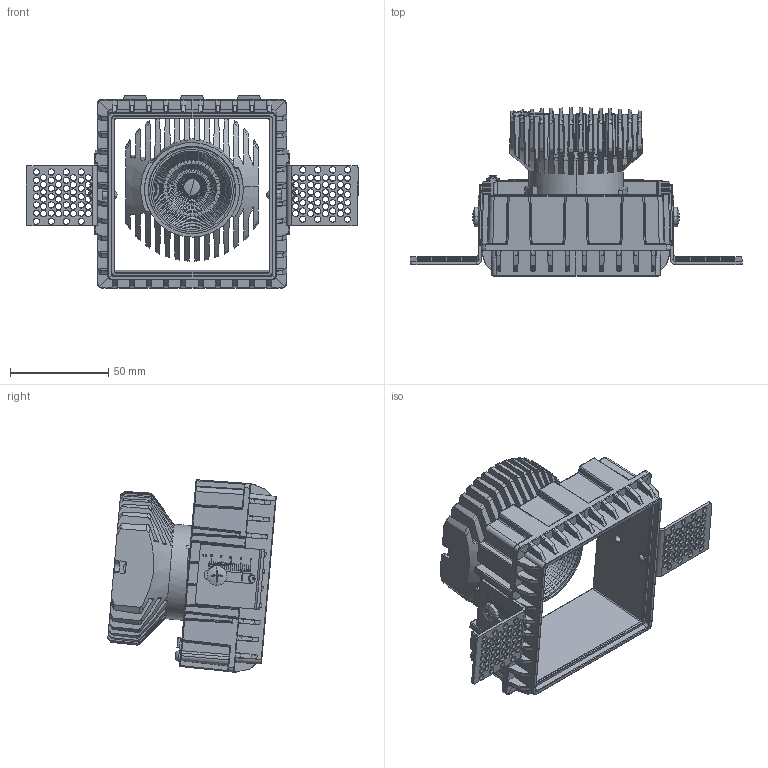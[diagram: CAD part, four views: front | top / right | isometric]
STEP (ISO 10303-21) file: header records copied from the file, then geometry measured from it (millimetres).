
FILE_DESCRIPTION (( 'STEP AP203' ), '1' );
FILE_NAME ('MOD-1218.STEP', '2020-03-25T00:19:51', ( 'PC' ), ( 'Microsoft' ), 'SwSTEP 2.0', 'SolidWorks 2017', '' );
FILE_SCHEMA (( 'CONFIG_CONTROL_DESIGN' ));
Length unit declared in the file: millimetre
Products named in the file (16): MODU-S___00_ASM_1_ASM; MOD-1210-等芛拸晚遺; TRE-1201-假蚾盓殤; M3X6埴芛囀鞠褒蹟佪; M5X5湮攫芛坋趼蹟佪; SL-044B毀嫖戚 ; M2.5X5沉头十字螺丝(头径￠4.5).; ￠1.0X285安全线; CXA1507嫖埭; M3X4埴芛囀鞠褒蹟佪; SL-CXA-15-HD-A盓殤; 僭倛揤盄啣;  5x6粟紩; MOD-12R-散热器; MOD-1218; MOD-1210-内框 3D打印3个，表面喷哑白
Assembly tree (19 placements, depth 3):
  MOD-1218
    MODU-S___00_ASM_1_ASM
      M3X6埴芛囀鞠褒蹟佪  x2
      M2.5X5沉头十字螺丝(头径￠4.5).  x2
      SL-CXA-15-HD-A盓殤
      SL-044B毀嫖戚 
      CXA1507嫖埭
      僭倛揤盄啣
      MOD-12R-散热器
    MOD-1210-等芛拸晚遺
    TRE-1201-假蚾盓殤  x2
    M5X5湮攫芛坋趼蹟佪  x2
    ￠1.0X285安全线
    M3X4埴芛囀鞠褒蹟佪
     5x6粟紩  x2
  MOD-1210-内框 3D打印3个，表面喷哑白
Bounding box: 168.9 x 85.71 x 97.87 mm (x, y, z)
Volume: 131732.3 mm3; surface area: 106498.7 mm2
Topology: 20 solids, 20 shells, 4207 faces, 10577 edges, 6427 vertices
Faces by surface type: bspline 1977, plane 1081, cylinder 953, cone 130, torus 33, sphere 33
Entity records: 267222 total; most frequent: CARTESIAN_POINT 194827, ORIENTED_EDGE 18072, EDGE_CURVE 9036, DIRECTION 8928, VERTEX_POINT 5459, B_SPLINE_CURVE_WITH_KNOTS 4138, EDGE_LOOP 3851, FACE_OUTER_BOUND 3659
